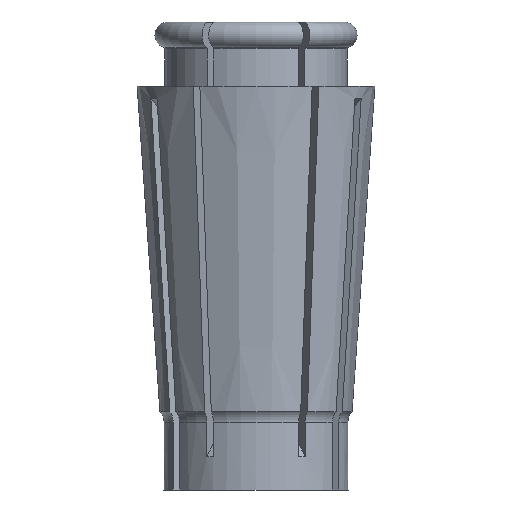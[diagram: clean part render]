
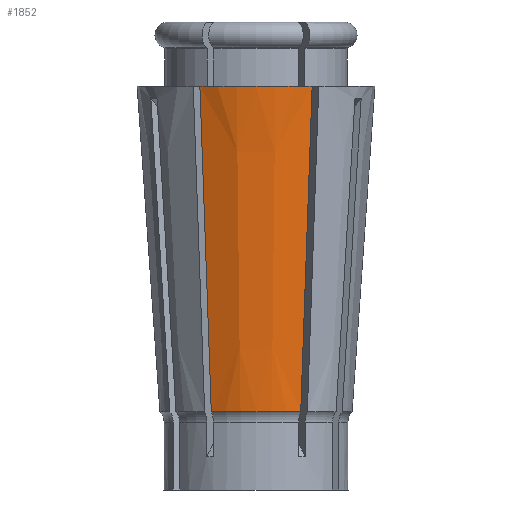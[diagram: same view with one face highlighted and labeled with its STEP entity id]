
A CAD part, left-side view. The second image highlights one B-rep face of the part: STEP entity #1852.
In plain terms, the highlighted conical face has half-angle 4 degrees and reference radius 6.268 mm.
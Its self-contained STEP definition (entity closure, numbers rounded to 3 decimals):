
#102 = CARTESIAN_POINT ( 'NONE',  ( -6.641, -3.546, -7.37 ) ) ;
#150 = DIRECTION ( 'NONE',  ( 0., 0., 1. ) ) ;
#151 = B_SPLINE_CURVE_WITH_KNOTS ( 'NONE', 3,
 ( #1606, #760, #3758, #422, #3167, #102, #3151 ),
 .UNSPECIFIED., .F., .F.,
 ( 4, 3, 4 ),
 ( 0., 0.012, 0.021 ),
 .UNSPECIFIED. ) ;
#216 = EDGE_CURVE ( 'NONE', #3883, #1303, #1141, .T. ) ;
#218 = ORIENTED_EDGE ( 'NONE', *, *, #1092, .F. ) ;
#349 = B_SPLINE_CURVE_WITH_KNOTS ( 'NONE', 3,
 ( #3011, #857, #1763, #2989, #2384, #2687, #2066 ),
 .UNSPECIFIED., .F., .F.,
 ( 4, 3, 4 ),
 ( 0., 0.012, 0.021 ),
 .UNSPECIFIED. ) ;
#392 = ORIENTED_EDGE ( 'NONE', *, *, #683, .T. ) ;
#422 = CARTESIAN_POINT ( 'NONE',  ( -6.257, -3.324, -13.711 ) ) ;
#506 = ORIENTED_EDGE ( 'NONE', *, *, #1431, .T. ) ;
#683 = EDGE_CURVE ( 'NONE', #1642, #1303, #151, .T. ) ;
#760 = CARTESIAN_POINT ( 'NONE',  ( -5.785, -3.051, -21.504 ) ) ;
#857 = CARTESIAN_POINT ( 'NONE',  ( -5.785, 3.051, -21.504 ) ) ;
#939 = CONICAL_SURFACE ( 'NONE', #2291, 6.268, 0.07 ) ;
#972 = CARTESIAN_POINT ( 'NONE',  ( -6.833, -3.656, -4.2 ) ) ;
#1092 = EDGE_CURVE ( 'NONE', #3271, #3883, #349, .T. ) ;
#1110 = EDGE_LOOP ( 'NONE', ( #218, #506, #392, #2284 ) ) ;
#1141 = CIRCLE ( 'NONE', #2232, 7.75 ) ;
#1212 = DIRECTION ( 'NONE',  ( 1., 0., 0. ) ) ;
#1303 = VERTEX_POINT ( 'NONE', #972 ) ;
#1431 = EDGE_CURVE ( 'NONE', #3271, #1642, #3442, .T. ) ;
#1450 = DIRECTION ( 'NONE',  ( 0., 0., 1. ) ) ;
#1606 = CARTESIAN_POINT ( 'NONE',  ( -5.549, -2.915, -25.4 ) ) ;
#1642 = VERTEX_POINT ( 'NONE', #3488 ) ;
#1668 = AXIS2_PLACEMENT_3D ( 'NONE', #3806, #150, #2288 ) ;
#1763 = CARTESIAN_POINT ( 'NONE',  ( -6.021, 3.187, -17.607 ) ) ;
#1852 = ADVANCED_FACE ( 'NONE', ( #3248 ), #939, .T. ) ;
#2066 = CARTESIAN_POINT ( 'NONE',  ( -6.833, 3.656, -4.2 ) ) ;
#2125 = CARTESIAN_POINT ( 'NONE',  ( 0., 0., -25.4 ) ) ;
#2232 = AXIS2_PLACEMENT_3D ( 'NONE', #2390, #1450, #2692 ) ;
#2284 = ORIENTED_EDGE ( 'NONE', *, *, #216, .F. ) ;
#2288 = DIRECTION ( 'NONE',  ( 1., 0., 0. ) ) ;
#2291 = AXIS2_PLACEMENT_3D ( 'NONE', #2125, #2747, #1212 ) ;
#2384 = CARTESIAN_POINT ( 'NONE',  ( -6.449, 3.435, -10.541 ) ) ;
#2390 = CARTESIAN_POINT ( 'NONE',  ( 0., 0., -4.2 ) ) ;
#2687 = CARTESIAN_POINT ( 'NONE',  ( -6.641, 3.546, -7.37 ) ) ;
#2692 = DIRECTION ( 'NONE',  ( 1., 0., 0. ) ) ;
#2747 = DIRECTION ( 'NONE',  ( 0., 0., 1. ) ) ;
#2989 = CARTESIAN_POINT ( 'NONE',  ( -6.257, 3.324, -13.711 ) ) ;
#3011 = CARTESIAN_POINT ( 'NONE',  ( -5.549, 2.915, -25.4 ) ) ;
#3151 = CARTESIAN_POINT ( 'NONE',  ( -6.833, -3.656, -4.2 ) ) ;
#3166 = CARTESIAN_POINT ( 'NONE',  ( -6.833, 3.656, -4.2 ) ) ;
#3167 = CARTESIAN_POINT ( 'NONE',  ( -6.449, -3.435, -10.541 ) ) ;
#3248 = FACE_OUTER_BOUND ( 'NONE', #1110, .T. ) ;
#3271 = VERTEX_POINT ( 'NONE', #3858 ) ;
#3442 = CIRCLE ( 'NONE', #1668, 6.268 ) ;
#3488 = CARTESIAN_POINT ( 'NONE',  ( -5.549, -2.915, -25.4 ) ) ;
#3758 = CARTESIAN_POINT ( 'NONE',  ( -6.021, -3.187, -17.607 ) ) ;
#3806 = CARTESIAN_POINT ( 'NONE',  ( 0., 0., -25.4 ) ) ;
#3858 = CARTESIAN_POINT ( 'NONE',  ( -5.549, 2.915, -25.4 ) ) ;
#3883 = VERTEX_POINT ( 'NONE', #3166 ) ;
